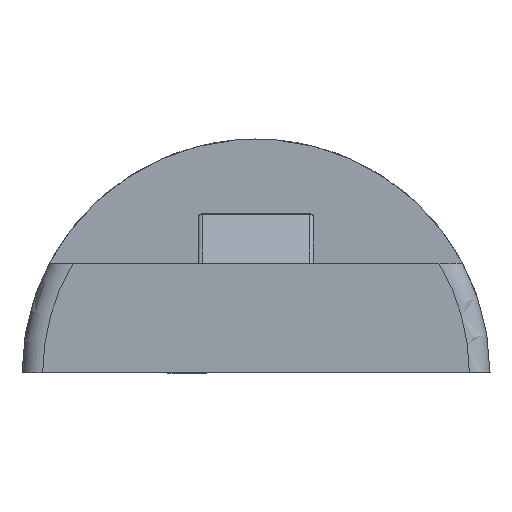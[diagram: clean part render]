
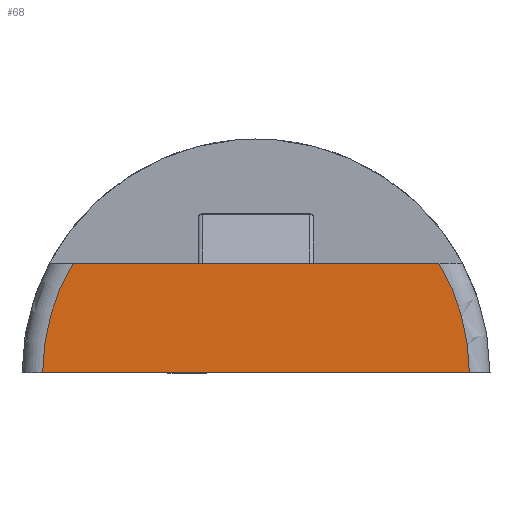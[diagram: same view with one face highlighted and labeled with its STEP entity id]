
A CAD part, front view. The second image highlights one B-rep face of the part: STEP entity #68.
In plain terms, the highlighted planar face has unit normal (0, -1, 0).
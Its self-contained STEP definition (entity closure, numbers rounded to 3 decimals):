
#68=ADVANCED_FACE('',(#234),#236,.F.);
#234=FACE_BOUND('',#235,.T.);
#235=EDGE_LOOP('',(#517,#518,#519,#520));
#236=PLANE('',#237);
#237=AXIS2_PLACEMENT_3D('',#238,#239,#240);
#238=CARTESIAN_POINT('',(0.,0.,0.));
#239=DIRECTION('',(0.,1.,0.));
#240=DIRECTION('',(-1.,0.,0.));
#517=ORIENTED_EDGE('',*,*,#719,.T.);
#518=ORIENTED_EDGE('',*,*,#655,.F.);
#519=ORIENTED_EDGE('',*,*,#720,.T.);
#520=ORIENTED_EDGE('',*,*,#649,.F.);
#649=EDGE_CURVE('',#764,#766,#767,.T.);
#655=EDGE_CURVE('',#776,#771,#778,.T.);
#719=EDGE_CURVE('',#764,#771,#885,.T.);
#720=EDGE_CURVE('',#776,#766,#886,.T.);
#764=VERTEX_POINT('',#951);
#766=VERTEX_POINT('',#956);
#767=CIRCLE('',#957,5.15);
#771=VERTEX_POINT('',#995);
#776=VERTEX_POINT('',#1006);
#778=CIRCLE('',#1036,5.15);
#885=LINE('',#1528,#1529);
#886=LINE('',#1531,#1532);
#951=CARTESIAN_POINT('',(-5.15,0.,0.));
#956=CARTESIAN_POINT('',(-4.416,0.,2.65));
#957=AXIS2_PLACEMENT_3D('',#958,#959,#960);
#958=CARTESIAN_POINT('',(0.,0.,0.));
#959=DIRECTION('',(0.,1.,0.));
#960=DIRECTION('',(-1.,0.,0.));
#995=CARTESIAN_POINT('',(5.15,0.,0.));
#1006=CARTESIAN_POINT('',(4.416,0.,2.65));
#1036=AXIS2_PLACEMENT_3D('',#1037,#1038,#1039);
#1037=CARTESIAN_POINT('',(0.,0.,0.));
#1038=DIRECTION('',(0.,1.,0.));
#1039=DIRECTION('',(0.857,0.,0.515));
#1528=CARTESIAN_POINT('',(-5.15,0.,0.));
#1529=VECTOR('',#1530,1.);
#1530=DIRECTION('',(1.,0.,0.));
#1531=CARTESIAN_POINT('',(4.416,0.,2.65));
#1532=VECTOR('',#1533,1.);
#1533=DIRECTION('',(-1.,0.,0.));
